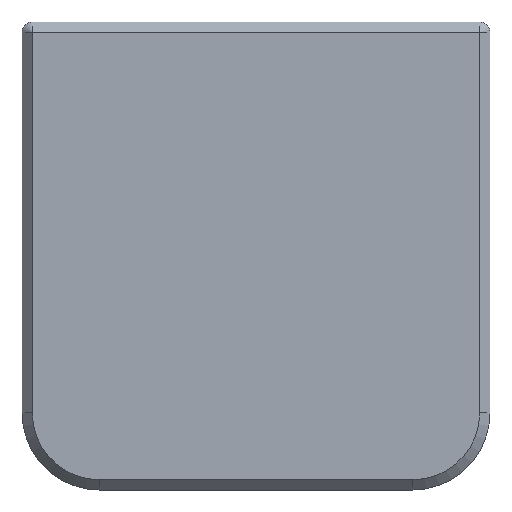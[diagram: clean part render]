
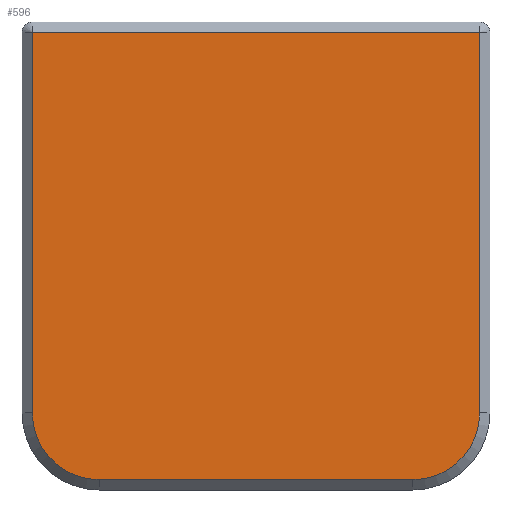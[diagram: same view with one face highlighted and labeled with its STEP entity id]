
A CAD part, top view. The second image highlights one B-rep face of the part: STEP entity #596.
In plain terms, the highlighted planar face has unit normal (0, 0, 1).
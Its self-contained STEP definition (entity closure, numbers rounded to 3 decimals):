
#95 = VERTEX_POINT('',#96);
#96 = CARTESIAN_POINT('',(21.75,-15.25,2.));
#104 = VERTEX_POINT('',#105);
#105 = CARTESIAN_POINT('',(21.75,21.73,2.));
#111 = EDGE_CURVE('',#95,#104,#112,.T.);
#112 = LINE('',#113,#114);
#113 = CARTESIAN_POINT('',(21.75,-15.25,2.));
#114 = VECTOR('',#115,1.);
#115 = DIRECTION('',(0.,1.,0.));
#552 = VERTEX_POINT('',#553);
#553 = CARTESIAN_POINT('',(15.25,-21.75,2.));
#561 = EDGE_CURVE('',#552,#95,#562,.T.);
#562 = CIRCLE('',#563,6.5);
#563 = AXIS2_PLACEMENT_3D('',#564,#565,#566);
#564 = CARTESIAN_POINT('',(15.25,-15.25,2.));
#565 = DIRECTION('',(-0.,0.,1.));
#566 = DIRECTION('',(0.,-1.,0.));
#596 = ADVANCED_FACE('',(#597),#650,.T.);
#597 = FACE_BOUND('',#598,.F.);
#598 = EDGE_LOOP('',(#599,#607,#616,#624,#633,#641,#648,#649));
#599 = ORIENTED_EDGE('',*,*,#600,.F.);
#600 = EDGE_CURVE('',#601,#552,#603,.T.);
#601 = VERTEX_POINT('',#602);
#602 = CARTESIAN_POINT('',(-15.25,-21.75,2.));
#603 = LINE('',#604,#605);
#604 = CARTESIAN_POINT('',(-15.25,-21.75,2.));
#605 = VECTOR('',#606,1.);
#606 = DIRECTION('',(1.,0.,0.));
#607 = ORIENTED_EDGE('',*,*,#608,.F.);
#608 = EDGE_CURVE('',#609,#601,#611,.T.);
#609 = VERTEX_POINT('',#610);
#610 = CARTESIAN_POINT('',(-21.75,-15.25,2.));
#611 = CIRCLE('',#612,6.5);
#612 = AXIS2_PLACEMENT_3D('',#613,#614,#615);
#613 = CARTESIAN_POINT('',(-15.25,-15.25,2.));
#614 = DIRECTION('',(-0.,0.,1.));
#615 = DIRECTION('',(-1.,0.,-0.));
#616 = ORIENTED_EDGE('',*,*,#617,.F.);
#617 = EDGE_CURVE('',#618,#609,#620,.T.);
#618 = VERTEX_POINT('',#619);
#619 = CARTESIAN_POINT('',(-21.75,21.73,2.));
#620 = LINE('',#621,#622);
#621 = CARTESIAN_POINT('',(-21.75,21.73,2.));
#622 = VECTOR('',#623,1.);
#623 = DIRECTION('',(-0.,-1.,-0.));
#624 = ORIENTED_EDGE('',*,*,#625,.F.);
#625 = EDGE_CURVE('',#626,#618,#628,.T.);
#626 = VERTEX_POINT('',#627);
#627 = CARTESIAN_POINT('',(-21.73,21.75,2.));
#628 = CIRCLE('',#629,0.02);
#629 = AXIS2_PLACEMENT_3D('',#630,#631,#632);
#630 = CARTESIAN_POINT('',(-21.73,21.73,2.));
#631 = DIRECTION('',(0.,0.,1.));
#632 = DIRECTION('',(0.,1.,0.));
#633 = ORIENTED_EDGE('',*,*,#634,.F.);
#634 = EDGE_CURVE('',#635,#626,#637,.T.);
#635 = VERTEX_POINT('',#636);
#636 = CARTESIAN_POINT('',(21.73,21.75,2.));
#637 = LINE('',#638,#639);
#638 = CARTESIAN_POINT('',(21.73,21.75,2.));
#639 = VECTOR('',#640,1.);
#640 = DIRECTION('',(-1.,-0.,-0.));
#641 = ORIENTED_EDGE('',*,*,#642,.F.);
#642 = EDGE_CURVE('',#104,#635,#643,.T.);
#643 = CIRCLE('',#644,0.02);
#644 = AXIS2_PLACEMENT_3D('',#645,#646,#647);
#645 = CARTESIAN_POINT('',(21.73,21.73,2.));
#646 = DIRECTION('',(0.,0.,1.));
#647 = DIRECTION('',(1.,0.,0.));
#648 = ORIENTED_EDGE('',*,*,#111,.F.);
#649 = ORIENTED_EDGE('',*,*,#561,.F.);
#650 = PLANE('',#651);
#651 = AXIS2_PLACEMENT_3D('',#652,#653,#654);
#652 = CARTESIAN_POINT('',(0.,0.811,2.));
#653 = DIRECTION('',(0.,0.,1.));
#654 = DIRECTION('',(1.,0.,0.));
